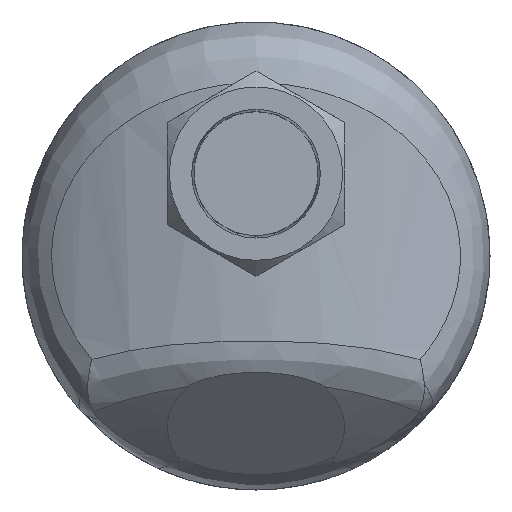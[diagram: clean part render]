
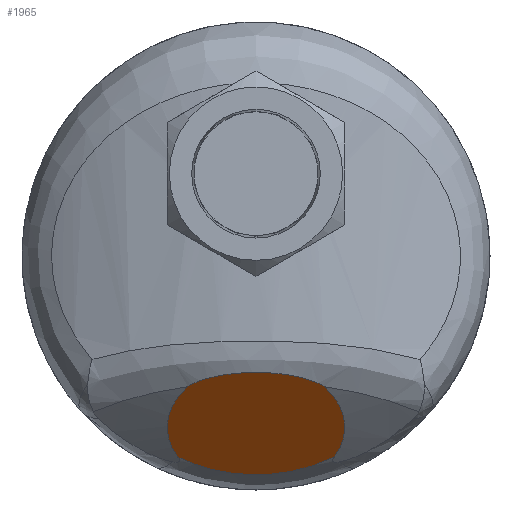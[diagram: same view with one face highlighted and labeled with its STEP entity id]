
A CAD part, left-side view. The second image highlights one B-rep face of the part: STEP entity #1965.
In plain terms, the highlighted free-form (B-spline) face has degree [1, 1] with [2, 2] control points.
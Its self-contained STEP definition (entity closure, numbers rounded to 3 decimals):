
#1328=CARTESIAN_POINT('',(-36.575,-18.017,-46.425));
#1329=VERTEX_POINT('',#1328);
#1351=CARTESIAN_POINT('',(-36.575,18.017,-46.425));
#1352=VERTEX_POINT('',#1351);
#1353=CARTESIAN_POINT('',(-36.575,-18.017,-46.425));
#1354=CARTESIAN_POINT('',(-36.034,-16.877,-46.966));
#1355=CARTESIAN_POINT('',(-35.37,-15.302,-47.63));
#1356=CARTESIAN_POINT('',(-34.511,-12.846,-48.489));
#1357=CARTESIAN_POINT('',(-34.01,-11.17,-48.99));
#1358=CARTESIAN_POINT('',(-33.664,-9.772,-49.336));
#1359=CARTESIAN_POINT('',(-33.467,-8.901,-49.533));
#1360=CARTESIAN_POINT('',(-33.098,-7.147,-49.902));
#1361=CARTESIAN_POINT('',(-32.782,-5.007,-50.218));
#1362=CARTESIAN_POINT('',(-32.578,-2.505,-50.422));
#1363=CARTESIAN_POINT('',(-32.504,-0.68,-50.496));
#1364=CARTESIAN_POINT('',(-32.519,1.138,-50.481));
#1365=CARTESIAN_POINT('',(-32.662,4.099,-50.338));
#1366=CARTESIAN_POINT('',(-33.081,7.273,-49.919));
#1367=CARTESIAN_POINT('',(-33.886,10.754,-49.114));
#1368=CARTESIAN_POINT('',(-34.636,13.265,-48.364));
#1369=CARTESIAN_POINT('',(-35.531,15.7,-47.469));
#1370=CARTESIAN_POINT('',(-36.214,17.256,-46.786));
#1371=CARTESIAN_POINT('',(-36.575,18.017,-46.425));
#1372=B_SPLINE_CURVE_WITH_KNOTS('',3,(#1353,#1354,#1355,#1356,#1357,#1358,#1359,#1360,#1361,#1362,#1363,#1364,#1365,#1366,#1367,#1368,#1369,#1370,#1371),.UNSPECIFIED.,.F.,.U.,(4,1,1,1,1,1,1,1,1,1,1,1,1,1,1,1,4),(-10.192,-9.783,-9.647,-9.374,-9.238,-9.203,-9.101,-8.692,-8.556,-8.351,-8.147,-8.011,-7.465,-7.193,-6.92,-6.647,-6.375),.UNSPECIFIED.);
#1373=EDGE_CURVE('',#1329,#1352,#1372,.T.);
#1898=CARTESIAN_POINT('',(-52.834,15.693,-30.166));
#1899=VERTEX_POINT('',#1898);
#1900=CARTESIAN_POINT('',(-43.5,0.0,-39.5));
#1901=DIRECTION('',(-0.707,0.0,-0.707));
#1902=DIRECTION('',(0.707,0.0,-0.707));
#1903=AXIS2_PLACEMENT_3D('',#1900,#1901,#1902);
#1904=CIRCLE('',#1903,20.506);
#1905=EDGE_CURVE('',#1899,#1352,#1904,.T.);
#1922=CARTESIAN_POINT('',(-32.504,20.506,-50.496));
#1923=CARTESIAN_POINT('',(-56.15,20.506,-26.85));
#1924=CARTESIAN_POINT('',(-32.504,-20.506,-50.496));
#1925=CARTESIAN_POINT('',(-56.15,-20.506,-26.85));
#1926=B_SPLINE_SURFACE_WITH_KNOTS('',1,1,((#1922,#1924),(#1923,#1925)),.UNSPECIFIED.,.F.,.F.,.U.,(2,2),(2,2),(0.0,33.441),(0.0,41.012),.UNSPECIFIED.);
#1927=ORIENTED_EDGE('',*,*,#1373,.F.);
#1928=CARTESIAN_POINT('',(-52.834,-15.693,-30.166));
#1929=VERTEX_POINT('',#1928);
#1930=CARTESIAN_POINT('',(-43.5,0.0,-39.5));
#1931=DIRECTION('',(-0.707,0.0,-0.707));
#1932=DIRECTION('',(0.707,0.0,-0.707));
#1933=AXIS2_PLACEMENT_3D('',#1930,#1931,#1932);
#1934=CIRCLE('',#1933,20.506);
#1935=EDGE_CURVE('',#1329,#1929,#1934,.T.);
#1936=ORIENTED_EDGE('',*,*,#1935,.T.);
#1937=CARTESIAN_POINT('',(-52.834,15.693,-30.166));
#1938=CARTESIAN_POINT('',(-53.1,15.376,-29.9));
#1939=CARTESIAN_POINT('',(-53.374,14.918,-29.626));
#1940=CARTESIAN_POINT('',(-54.259,13.039,-28.741));
#1941=CARTESIAN_POINT('',(-54.875,11.097,-28.125));
#1942=CARTESIAN_POINT('',(-55.653,7.1,-27.347));
#1943=CARTESIAN_POINT('',(-55.871,5.446,-27.129));
#1944=CARTESIAN_POINT('',(-56.06,3.043,-26.94));
#1945=CARTESIAN_POINT('',(-56.101,2.289,-26.899));
#1946=CARTESIAN_POINT('',(-56.142,0.993,-26.858));
#1947=CARTESIAN_POINT('',(-56.15,0.45,-26.85));
#1948=CARTESIAN_POINT('',(-56.148,-0.644,-26.852));
#1949=CARTESIAN_POINT('',(-56.137,-1.196,-26.863));
#1950=CARTESIAN_POINT('',(-56.089,-2.546,-26.911));
#1951=CARTESIAN_POINT('',(-56.041,-3.344,-26.959));
#1952=CARTESIAN_POINT('',(-55.837,-5.707,-27.163));
#1953=CARTESIAN_POINT('',(-55.623,-7.279,-27.377));
#1954=CARTESIAN_POINT('',(-54.95,-10.686,-28.05));
#1955=CARTESIAN_POINT('',(-54.486,-12.284,-28.514));
#1956=CARTESIAN_POINT('',(-53.621,-14.482,-29.379));
#1957=CARTESIAN_POINT('',(-53.217,-15.236,-29.783));
#1958=CARTESIAN_POINT('',(-52.834,-15.693,-30.166));
#1959=B_SPLINE_CURVE_WITH_KNOTS('',3,(#1937,#1938,#1939,#1940,#1941,#1942,#1943,#1944,#1945,#1946,#1947,#1948,#1949,#1950,#1951,#1952,#1953,#1954,#1955,#1956,#1957,#1958),.UNSPECIFIED.,.F.,.U.,(4,2,2,2,2,2,2,2,2,2,4),(0.0,0.147,0.479,0.7,0.8,0.872,0.945,1.051,1.261,1.522,1.732),.UNSPECIFIED.);
#1960=EDGE_CURVE('',#1899,#1929,#1959,.T.);
#1961=ORIENTED_EDGE('',*,*,#1960,.F.);
#1962=ORIENTED_EDGE('',*,*,#1905,.T.);
#1963=EDGE_LOOP('',(#1927,#1936,#1961,#1962));
#1964=FACE_OUTER_BOUND('',#1963,.T.);
#1965=ADVANCED_FACE('',(#1964),#1926,.F.);
